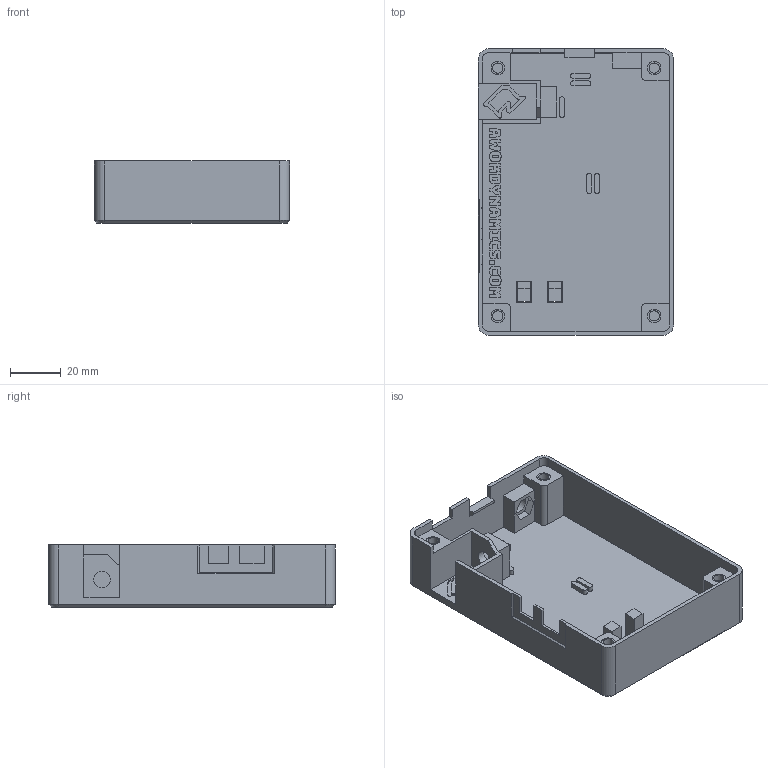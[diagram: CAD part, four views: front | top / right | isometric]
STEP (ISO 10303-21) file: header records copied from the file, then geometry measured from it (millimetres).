
FILE_DESCRIPTION(('FreeCAD Model'),'2;1');
FILE_NAME('Open CASCADE Shape Model','2024-10-13T17:47:24',(''),(''), 'Open CASCADE STEP processor 7.6','FreeCAD','Unknown');
FILE_SCHEMA(('AUTOMOTIVE_DESIGN { 1 0 10303 214 1 1 1 1 }'));
Length unit declared in the file: millimetre
Products named in the file (1): M6_bottom_LSC
Bounding box: 76.7 x 112.6 x 24.4 mm (x, y, z)
Volume: 38914.1 mm3; surface area: 37410.3 mm2
Topology: 1 solids, 1 shells, 778 faces, 2192 edges, 1458 vertices
Faces by surface type: plane 378, bspline 368, cylinder 28, cone 4
Full cylindrical faces by diameter (mm): 4 x4, 6.6 x2, 10.8 x1
Entity records: 28262 total; most frequent: CARTESIAN_POINT 10589, ORIENTED_EDGE 4384, DIRECTION 2342, EDGE_CURVE 2192, VERTEX_POINT 1458, LINE 1392, VECTOR 1392, FACE_BOUND 828
